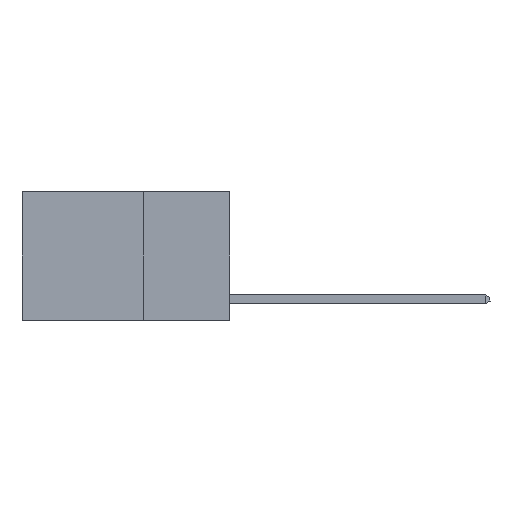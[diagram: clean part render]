
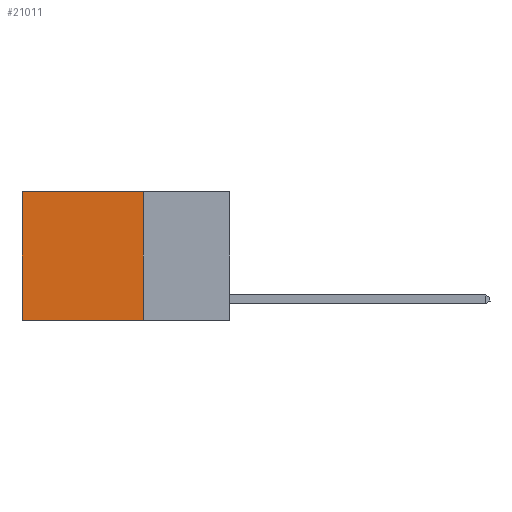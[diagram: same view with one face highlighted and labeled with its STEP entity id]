
A CAD part, left-side view. The second image highlights one B-rep face of the part: STEP entity #21011.
In plain terms, the highlighted planar face has unit normal (-1, 0, 0).
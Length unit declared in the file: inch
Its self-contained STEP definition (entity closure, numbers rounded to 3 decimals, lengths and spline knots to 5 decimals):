
#401 = VERTEX_POINT ( 'NONE', #12956 ) ;
#616 = DIRECTION ( 'NONE',  ( 0., 1., 0. ) ) ;
#763 = VERTEX_POINT ( 'NONE', #18925 ) ;
#2852 = VERTEX_POINT ( 'NONE', #17385 ) ;
#3736 = EDGE_LOOP ( 'NONE', ( #14601, #30304, #4994, #13648 ) ) ;
#4994 = ORIENTED_EDGE ( 'NONE', *, *, #27513, .F. ) ;
#5811 = CARTESIAN_POINT ( 'NONE',  ( 0.2625, 0.25, 0. ) ) ;
#5924 = DIRECTION ( 'NONE',  ( 0., 0., -1. ) ) ;
#6356 = CARTESIAN_POINT ( 'NONE',  ( 0.2625, 0.6, -0.37 ) ) ;
#8466 = CARTESIAN_POINT ( 'NONE',  ( 0.2625, 0.25, -0.37 ) ) ;
#9226 = VECTOR ( 'NONE', #616, 39.37008 ) ;
#10255 = AXIS2_PLACEMENT_3D ( 'NONE', #14143, #30670, #16521 ) ;
#12430 = CARTESIAN_POINT ( 'NONE',  ( 0.2625, 0.25, 0. ) ) ;
#12956 = CARTESIAN_POINT ( 'NONE',  ( 0.2625, 0.6, 0. ) ) ;
#13648 = ORIENTED_EDGE ( 'NONE', *, *, #20014, .T. ) ;
#14143 = CARTESIAN_POINT ( 'NONE',  ( 0.2625, 0.25, 0. ) ) ;
#14355 = EDGE_CURVE ( 'NONE', #401, #28956, #24109, .T. ) ;
#14601 = ORIENTED_EDGE ( 'NONE', *, *, #14355, .T. ) ;
#16231 = LINE ( 'NONE', #12430, #9226 ) ;
#16521 = DIRECTION ( 'NONE',  ( 0., 0., -1. ) ) ;
#17385 = CARTESIAN_POINT ( 'NONE',  ( 0.2625, 0.25, 0. ) ) ;
#17878 = VECTOR ( 'NONE', #24268, 39.37008 ) ;
#18052 = FACE_OUTER_BOUND ( 'NONE', #3736, .T. ) ;
#18925 = CARTESIAN_POINT ( 'NONE',  ( 0.2625, 0.25, -0.37 ) ) ;
#19099 = EDGE_CURVE ( 'NONE', #763, #28956, #22567, .T. ) ;
#20014 = EDGE_CURVE ( 'NONE', #2852, #401, #16231, .T. ) ;
#20628 = VECTOR ( 'NONE', #5924, 39.37008 ) ;
#21011 = ADVANCED_FACE ( 'NONE', ( #18052 ), #28273, .F. ) ;
#22567 = LINE ( 'NONE', #8466, #28098 ) ;
#24109 = LINE ( 'NONE', #28902, #17878 ) ;
#24268 = DIRECTION ( 'NONE',  ( 0., 0., -1. ) ) ;
#26905 = LINE ( 'NONE', #5811, #20628 ) ;
#27309 = DIRECTION ( 'NONE',  ( 0., 1., 0. ) ) ;
#27513 = EDGE_CURVE ( 'NONE', #2852, #763, #26905, .T. ) ;
#28098 = VECTOR ( 'NONE', #27309, 39.37008 ) ;
#28273 = PLANE ( 'NONE',  #10255 ) ;
#28902 = CARTESIAN_POINT ( 'NONE',  ( 0.2625, 0.6, 0. ) ) ;
#28956 = VERTEX_POINT ( 'NONE', #6356 ) ;
#30304 = ORIENTED_EDGE ( 'NONE', *, *, #19099, .F. ) ;
#30670 = DIRECTION ( 'NONE',  ( 1., 0., 0. ) ) ;
